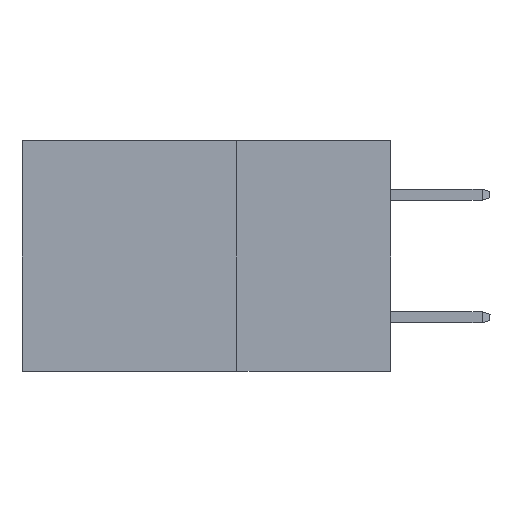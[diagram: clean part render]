
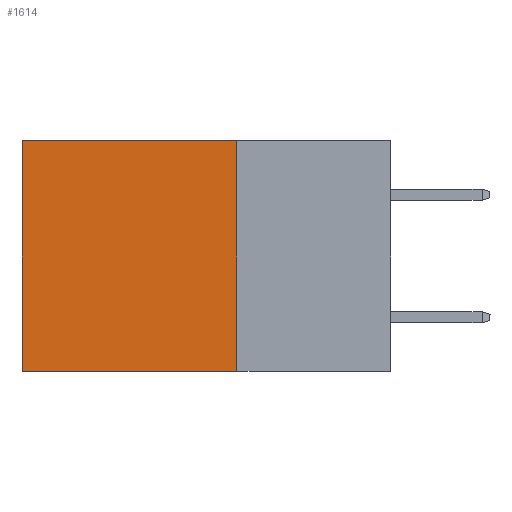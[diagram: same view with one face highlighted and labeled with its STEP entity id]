
A CAD part, left-side view. The second image highlights one B-rep face of the part: STEP entity #1614.
In plain terms, the highlighted planar face has unit normal (-1, 0, 0).
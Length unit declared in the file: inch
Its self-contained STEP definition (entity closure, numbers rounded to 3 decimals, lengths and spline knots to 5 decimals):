
#397 = ORIENTED_EDGE ( 'NONE', *, *, #13381, .T. ) ;
#490 = DIRECTION ( 'NONE',  ( 1., 0., 0. ) ) ;
#759 = DIRECTION ( 'NONE',  ( 0., 1., 0. ) ) ;
#1380 = ORIENTED_EDGE ( 'NONE', *, *, #22423, .T. ) ;
#1530 = CARTESIAN_POINT ( 'NONE',  ( 0.2875, 0.25, -0.375 ) ) ;
#1614 = ADVANCED_FACE ( 'NONE', ( #1986 ), #16647, .F. ) ;
#1693 = CARTESIAN_POINT ( 'NONE',  ( 0.2875, 0.6, -0.375 ) ) ;
#1986 = FACE_OUTER_BOUND ( 'NONE', #6543, .T. ) ;
#2195 = DIRECTION ( 'NONE',  ( 0., 0., -1. ) ) ;
#3050 = VERTEX_POINT ( 'NONE', #4386 ) ;
#3254 = EDGE_CURVE ( 'NONE', #6843, #3050, #13745, .T. ) ;
#4386 = CARTESIAN_POINT ( 'NONE',  ( 0.2875, 0.6, -0.375 ) ) ;
#4429 = LINE ( 'NONE', #9608, #20663 ) ;
#6543 = EDGE_LOOP ( 'NONE', ( #1380, #22850, #15527, #397 ) ) ;
#6843 = VERTEX_POINT ( 'NONE', #1530 ) ;
#7236 = VECTOR ( 'NONE', #17466, 39.37008 ) ;
#8366 = EDGE_CURVE ( 'NONE', #12306, #6843, #16729, .T. ) ;
#8807 = CARTESIAN_POINT ( 'NONE',  ( 0.2875, 0.6, 0. ) ) ;
#9431 = CARTESIAN_POINT ( 'NONE',  ( 0.2875, 0.25, -0.375 ) ) ;
#9608 = CARTESIAN_POINT ( 'NONE',  ( 0.2875, 0.25, 0. ) ) ;
#11305 = CARTESIAN_POINT ( 'NONE',  ( 0.2875, 0.25, -0.375 ) ) ;
#12235 = CARTESIAN_POINT ( 'NONE',  ( 0.2875, 0.25, -0.375 ) ) ;
#12306 = VERTEX_POINT ( 'NONE', #22712 ) ;
#13045 = DIRECTION ( 'NONE',  ( 0., 0., -1. ) ) ;
#13381 = EDGE_CURVE ( 'NONE', #12306, #21145, #4429, .T. ) ;
#13745 = LINE ( 'NONE', #12235, #7236 ) ;
#15527 = ORIENTED_EDGE ( 'NONE', *, *, #8366, .F. ) ;
#15703 = AXIS2_PLACEMENT_3D ( 'NONE', #11305, #490, #13045 ) ;
#16647 = PLANE ( 'NONE',  #15703 ) ;
#16729 = LINE ( 'NONE', #9431, #19223 ) ;
#17368 = VECTOR ( 'NONE', #19642, 39.37008 ) ;
#17466 = DIRECTION ( 'NONE',  ( 0., 1., 0. ) ) ;
#19223 = VECTOR ( 'NONE', #2195, 39.37008 ) ;
#19642 = DIRECTION ( 'NONE',  ( 0., 0., -1. ) ) ;
#20663 = VECTOR ( 'NONE', #759, 39.37008 ) ;
#20961 = LINE ( 'NONE', #1693, #17368 ) ;
#21145 = VERTEX_POINT ( 'NONE', #8807 ) ;
#22423 = EDGE_CURVE ( 'NONE', #21145, #3050, #20961, .T. ) ;
#22712 = CARTESIAN_POINT ( 'NONE',  ( 0.2875, 0.25, 0. ) ) ;
#22850 = ORIENTED_EDGE ( 'NONE', *, *, #3254, .F. ) ;
